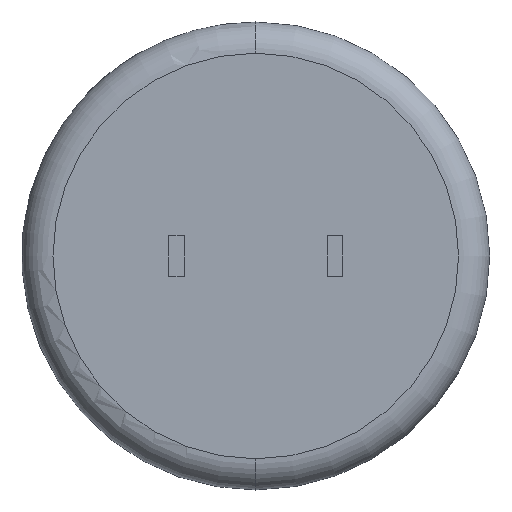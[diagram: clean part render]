
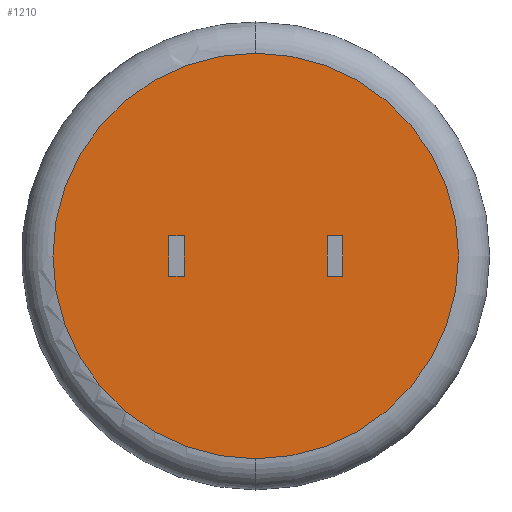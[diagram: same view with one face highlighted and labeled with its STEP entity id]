
A CAD part, front view. The second image highlights one B-rep face of the part: STEP entity #1210.
In plain terms, the highlighted planar face has unit normal (0, -1, 0).
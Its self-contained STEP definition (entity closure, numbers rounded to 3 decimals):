
#1 = VERTEX_POINT ( 'NONE', #2563 ) ;
#54 = DIRECTION ( 'NONE',  ( 0., -1., 0. ) ) ;
#83 = ORIENTED_EDGE ( 'NONE', *, *, #2080, .F. ) ;
#113 = EDGE_CURVE ( 'NONE', #1482, #1101, #1865, .T. ) ;
#172 = LINE ( 'NONE', #1174, #598 ) ;
#187 = EDGE_CURVE ( 'NONE', #2428, #1920, #2125, .T. ) ;
#199 = CARTESIAN_POINT ( 'NONE',  ( -2.79, 0., -0.65 ) ) ;
#241 = EDGE_CURVE ( 'NONE', #1096, #1217, #929, .T. ) ;
#278 = PLANE ( 'NONE',  #2276 ) ;
#317 = DIRECTION ( 'NONE',  ( 1., 0., 0. ) ) ;
#350 = DIRECTION ( 'NONE',  ( 0., 0., 1. ) ) ;
#361 = LINE ( 'NONE', #879, #687 ) ;
#365 = VECTOR ( 'NONE', #2699, 1000. ) ;
#416 = CARTESIAN_POINT ( 'NONE',  ( 2.29, 0., -0.65 ) ) ;
#433 = EDGE_CURVE ( 'NONE', #979, #1, #361, .T. ) ;
#519 = CARTESIAN_POINT ( 'NONE',  ( -2.29, 0., -0.65 ) ) ;
#551 = EDGE_LOOP ( 'NONE', ( #1964, #1306 ) ) ;
#563 = LINE ( 'NONE', #826, #1016 ) ;
#584 = VECTOR ( 'NONE', #633, 1000. ) ;
#598 = VECTOR ( 'NONE', #317, 1000. ) ;
#629 = FACE_BOUND ( 'NONE', #1486, .T. ) ;
#633 = DIRECTION ( 'NONE',  ( -1., 0., 0. ) ) ;
#638 = DIRECTION ( 'NONE',  ( 0., 0., 1. ) ) ;
#687 = VECTOR ( 'NONE', #2568, 1000. ) ;
#730 = EDGE_CURVE ( 'NONE', #1607, #2032, #563, .T. ) ;
#741 = EDGE_CURVE ( 'NONE', #1920, #2428, #1320, .T. ) ;
#826 = CARTESIAN_POINT ( 'NONE',  ( -2.79, 0., 0. ) ) ;
#832 = DIRECTION ( 'NONE',  ( 1., 0., 0. ) ) ;
#879 = CARTESIAN_POINT ( 'NONE',  ( 2.29, 0., -0.65 ) ) ;
#901 = DIRECTION ( 'NONE',  ( 0., 0., 1. ) ) ;
#929 = LINE ( 'NONE', #973, #365 ) ;
#960 = VECTOR ( 'NONE', #1908, 1000. ) ;
#973 = CARTESIAN_POINT ( 'NONE',  ( -2.29, 0., 0.65 ) ) ;
#979 = VERTEX_POINT ( 'NONE', #1155 ) ;
#995 = FACE_BOUND ( 'NONE', #1570, .T. ) ;
#1001 = ORIENTED_EDGE ( 'NONE', *, *, #241, .T. ) ;
#1016 = VECTOR ( 'NONE', #638, 1000. ) ;
#1067 = CARTESIAN_POINT ( 'NONE',  ( -2.29, 0., 0.65 ) ) ;
#1096 = VERTEX_POINT ( 'NONE', #1067 ) ;
#1101 = VERTEX_POINT ( 'NONE', #1929 ) ;
#1155 = CARTESIAN_POINT ( 'NONE',  ( 2.29, 0., 0.65 ) ) ;
#1174 = CARTESIAN_POINT ( 'NONE',  ( -2.79, 0., 0.65 ) ) ;
#1188 = DIRECTION ( 'NONE',  ( 0., -1., 0. ) ) ;
#1210 = ADVANCED_FACE ( 'NONE', ( #1934, #629, #995 ), #278, .F. ) ;
#1217 = VERTEX_POINT ( 'NONE', #519 ) ;
#1223 = ORIENTED_EDGE ( 'NONE', *, *, #113, .F. ) ;
#1273 = CARTESIAN_POINT ( 'NONE',  ( 2.29, 0., 0.65 ) ) ;
#1291 = EDGE_CURVE ( 'NONE', #2032, #1096, #172, .T. ) ;
#1306 = ORIENTED_EDGE ( 'NONE', *, *, #741, .T. ) ;
#1320 = CIRCLE ( 'NONE', #2052, 6.5 ) ;
#1354 = ORIENTED_EDGE ( 'NONE', *, *, #1546, .F. ) ;
#1444 = CARTESIAN_POINT ( 'NONE',  ( -2.79, 0., 0.65 ) ) ;
#1482 = VERTEX_POINT ( 'NONE', #2083 ) ;
#1486 = EDGE_LOOP ( 'NONE', ( #2719, #2404, #1001, #1354 ) ) ;
#1541 = DIRECTION ( 'NONE',  ( 0., 0., 1. ) ) ;
#1546 = EDGE_CURVE ( 'NONE', #1607, #1217, #2612, .T. ) ;
#1570 = EDGE_LOOP ( 'NONE', ( #2492, #83, #1223, #2314 ) ) ;
#1607 = VERTEX_POINT ( 'NONE', #2329 ) ;
#1614 = CARTESIAN_POINT ( 'NONE',  ( 0., 0., 0. ) ) ;
#1679 = VECTOR ( 'NONE', #832, 1000. ) ;
#1689 = VECTOR ( 'NONE', #901, 1000. ) ;
#1718 = LINE ( 'NONE', #1273, #584 ) ;
#1730 = CARTESIAN_POINT ( 'NONE',  ( 0., 0., 0. ) ) ;
#1771 = DIRECTION ( 'NONE',  ( 0., 1., 0. ) ) ;
#1794 = CARTESIAN_POINT ( 'NONE',  ( 2.79, 0., 0. ) ) ;
#1864 = CARTESIAN_POINT ( 'NONE',  ( 0., 0., -6.5 ) ) ;
#1865 = LINE ( 'NONE', #1794, #1689 ) ;
#1905 = CARTESIAN_POINT ( 'NONE',  ( 0., 0., 6.5 ) ) ;
#1908 = DIRECTION ( 'NONE',  ( 1., 0., 0. ) ) ;
#1920 = VERTEX_POINT ( 'NONE', #1864 ) ;
#1929 = CARTESIAN_POINT ( 'NONE',  ( 2.79, 0., 0.65 ) ) ;
#1934 = FACE_OUTER_BOUND ( 'NONE', #551, .T. ) ;
#1964 = ORIENTED_EDGE ( 'NONE', *, *, #187, .T. ) ;
#2032 = VERTEX_POINT ( 'NONE', #1444 ) ;
#2039 = EDGE_CURVE ( 'NONE', #1, #1482, #2343, .T. ) ;
#2052 = AXIS2_PLACEMENT_3D ( 'NONE', #1730, #54, #2585 ) ;
#2080 = EDGE_CURVE ( 'NONE', #1101, #979, #1718, .T. ) ;
#2083 = CARTESIAN_POINT ( 'NONE',  ( 2.79, 0., -0.65 ) ) ;
#2125 = CIRCLE ( 'NONE', #2164, 6.5 ) ;
#2164 = AXIS2_PLACEMENT_3D ( 'NONE', #1614, #1188, #350 ) ;
#2276 = AXIS2_PLACEMENT_3D ( 'NONE', #2422, #1771, #1541 ) ;
#2314 = ORIENTED_EDGE ( 'NONE', *, *, #2039, .F. ) ;
#2329 = CARTESIAN_POINT ( 'NONE',  ( -2.79, 0., -0.65 ) ) ;
#2343 = LINE ( 'NONE', #416, #1679 ) ;
#2404 = ORIENTED_EDGE ( 'NONE', *, *, #1291, .T. ) ;
#2422 = CARTESIAN_POINT ( 'NONE',  ( 0., 0., 0. ) ) ;
#2428 = VERTEX_POINT ( 'NONE', #1905 ) ;
#2492 = ORIENTED_EDGE ( 'NONE', *, *, #433, .F. ) ;
#2563 = CARTESIAN_POINT ( 'NONE',  ( 2.29, 0., -0.65 ) ) ;
#2568 = DIRECTION ( 'NONE',  ( 0., 0., -1. ) ) ;
#2585 = DIRECTION ( 'NONE',  ( 0., 0., 1. ) ) ;
#2612 = LINE ( 'NONE', #199, #960 ) ;
#2699 = DIRECTION ( 'NONE',  ( 0., 0., -1. ) ) ;
#2719 = ORIENTED_EDGE ( 'NONE', *, *, #730, .T. ) ;
